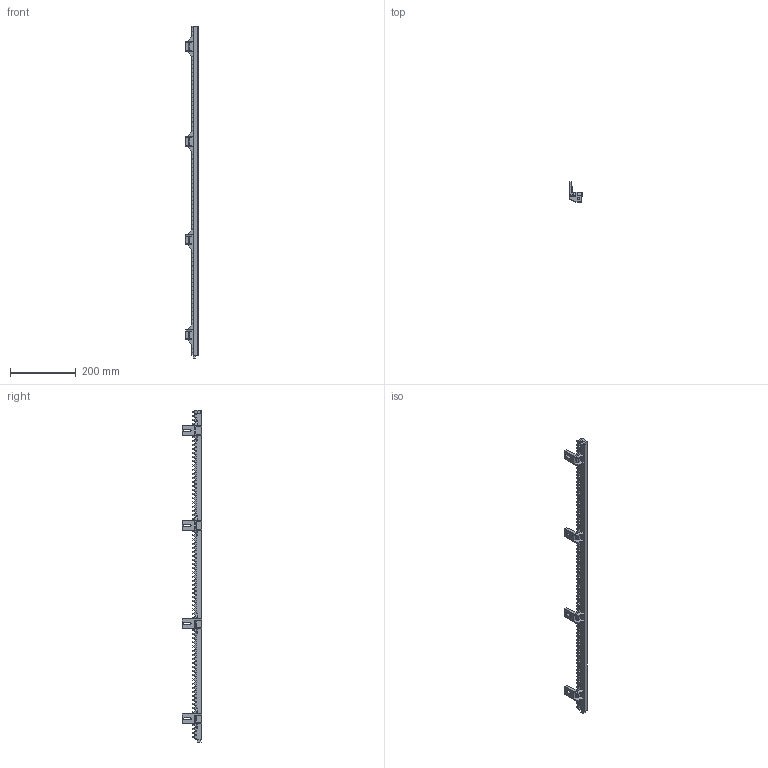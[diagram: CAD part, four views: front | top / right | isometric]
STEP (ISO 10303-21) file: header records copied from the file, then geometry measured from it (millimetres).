
FILE_DESCRIPTION (( 'STEP AP214' ), '1' );
FILE_NAME ('H_01PVC-J-BS.STEP', '2021-08-25T10:56:10', ( '' ), ( '' ), 'SwSTEP 2.0', 'SolidWorks 2019', '' );
FILE_SCHEMA (( 'AUTOMOTIVE_DESIGN' ));
Length unit declared in the file: millimetre
Products named in the file (4): H_01PVC-J-BS; h01_PVC-J-BS_0; Part3_0; Plochac 6x10
Assembly tree (6 placements, depth 2):
  H_01PVC-J-BS
    Part3_0  x4
    h01_PVC-J-BS_0
    Plochac 6x10
Bounding box: 39.5 x 60 x 1013.23 mm (x, y, z)
Volume: 396662.2 mm3; surface area: 209879.8 mm2
Topology: 6 solids, 7 shells, 1156 faces, 3405 edges, 2263 vertices
Faces by surface type: plane 1132, cylinder 24
Entity records: 34642 total; most frequent: CARTESIAN_POINT 6245, ORIENTED_EDGE 6210, DIRECTION 5219, EDGE_CURVE 3105, LINE 3093, VECTOR 3093, VERTEX_POINT 2065, AXIS2_PLACEMENT_3D 1063
